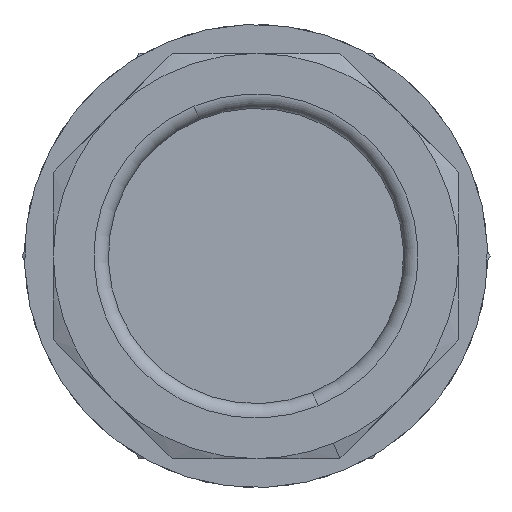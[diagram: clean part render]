
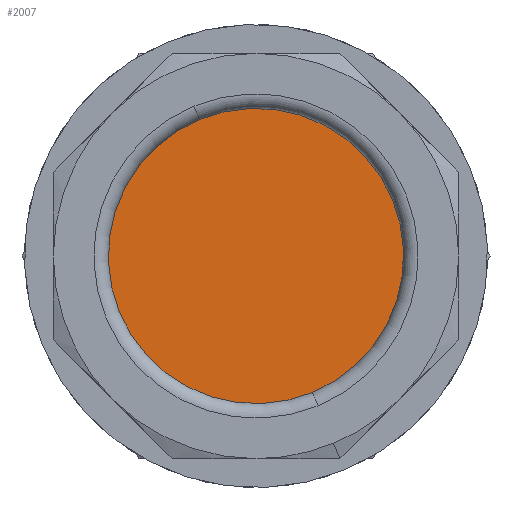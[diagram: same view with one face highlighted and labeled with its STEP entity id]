
A CAD part, front view. The second image highlights one B-rep face of the part: STEP entity #2007.
In plain terms, the highlighted planar face has unit normal (0, -1, 0).
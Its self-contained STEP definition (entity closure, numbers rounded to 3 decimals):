
#156 = CARTESIAN_POINT ( 'NONE',  ( 0., -1.136, 0. ) ) ;
#157 = DIRECTION ( 'NONE',  ( 0., -1., 0. ) ) ;
#158 = DIRECTION ( 'NONE',  ( 0., 0., -1. ) ) ;
#1228 = CIRCLE ( 'NONE', #2961, 5.1 ) ;
#1363 = FACE_OUTER_BOUND ( 'NONE', #1672, .T. ) ;
#1402 = EDGE_CURVE ( 'NONE', #2913, #2843, #1228, .T. ) ;
#1672 = EDGE_LOOP ( 'NONE', ( #1774, #1775 ) ) ;
#1774 = ORIENTED_EDGE ( 'NONE', *, *, #1402, .T. ) ;
#1775 = ORIENTED_EDGE ( 'NONE', *, *, #2030, .T. ) ;
#2007 = ADVANCED_FACE ( 'NONE', ( #1363 ), #4039, .T. ) ;
#2030 = EDGE_CURVE ( 'NONE', #2843, #2913, #2597, .T. ) ;
#2167 = CARTESIAN_POINT ( 'NONE',  ( 0., -1.136, 0. ) ) ;
#2168 = DIRECTION ( 'NONE',  ( 0., -1., 0. ) ) ;
#2169 = DIRECTION ( 'NONE',  ( 0., 0., -1. ) ) ;
#2228 = CARTESIAN_POINT ( 'NONE',  ( 1.952, -1.136, -4.712 ) ) ;
#2243 = CARTESIAN_POINT ( 'NONE',  ( -1.952, -1.136, 4.712 ) ) ;
#2597 = CIRCLE ( 'NONE', #2650, 5.1 ) ;
#2650 = AXIS2_PLACEMENT_3D ( 'NONE', #2167, #2168, #2169 ) ;
#2843 = VERTEX_POINT ( 'NONE', #2228 ) ;
#2913 = VERTEX_POINT ( 'NONE', #2243 ) ;
#2961 = AXIS2_PLACEMENT_3D ( 'NONE', #156, #157, #158 ) ;
#3087 = AXIS2_PLACEMENT_3D ( 'NONE', #4047, #4048, #4049 ) ;
#4039 = PLANE ( 'NONE',  #3087 ) ;
#4047 = CARTESIAN_POINT ( 'NONE',  ( 0., -1.136, 0. ) ) ;
#4048 = DIRECTION ( 'NONE',  ( 0., -1., 0. ) ) ;
#4049 = DIRECTION ( 'NONE',  ( 0., 0., -1. ) ) ;
